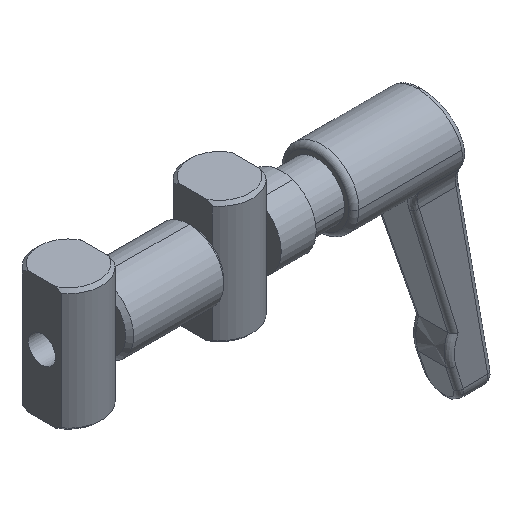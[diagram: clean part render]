
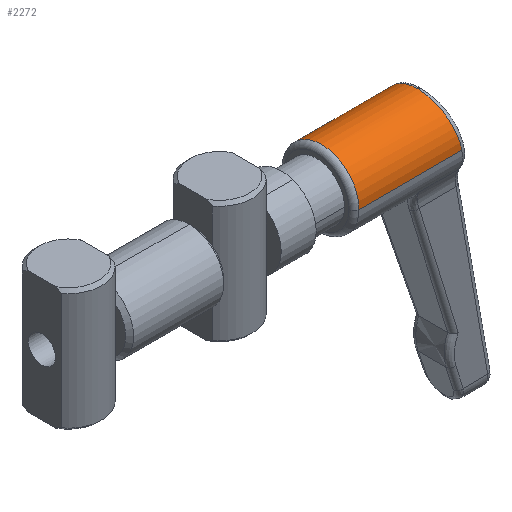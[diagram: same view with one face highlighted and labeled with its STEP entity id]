
A CAD part, isometric view. The second image highlights one B-rep face of the part: STEP entity #2272.
In plain terms, the highlighted cylindrical face has radius 6.81 mm (diameter 13.621 mm), a partial arc.
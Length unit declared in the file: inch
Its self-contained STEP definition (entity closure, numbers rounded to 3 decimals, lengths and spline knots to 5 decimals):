
#942=VECTOR('',#2683,1.);
#943=VECTOR('',#2684,1.);
#1015=LINE('',#3340,#942);
#1016=LINE('',#3341,#943);
#1071=(
BOUNDED_CURVE()
B_SPLINE_CURVE(3,(#3262,#3263,#3264,#3265),.UNSPECIFIED.,.F.,.U.)
B_SPLINE_CURVE_WITH_KNOTS((4,4),(4.71239,6.28319),
 .UNSPECIFIED.)
CURVE()
GEOMETRIC_REPRESENTATION_ITEM()
RATIONAL_B_SPLINE_CURVE((1.,0.805,0.805,1.))
REPRESENTATION_ITEM('')
);
#1082=(
BOUNDED_CURVE()
B_SPLINE_CURVE(3,(#3497,#3498,#3499,#3500),.UNSPECIFIED.,.F.,.U.)
B_SPLINE_CURVE_WITH_KNOTS((4,4),(0.,1.5708),.UNSPECIFIED.)
CURVE()
GEOMETRIC_REPRESENTATION_ITEM()
RATIONAL_B_SPLINE_CURVE((1.,0.805,0.805,1.))
REPRESENTATION_ITEM('')
);
#1180=VERTEX_POINT('',#3193);
#1181=VERTEX_POINT('',#3194);
#1186=VERTEX_POINT('',#3261);
#1187=VERTEX_POINT('',#3266);
#1199=VERTEX_POINT('',#3342);
#1299=CIRCLE('',#2410,0.26813);
#1426=EDGE_CURVE('',#1187,#1186,#1071,.T.);
#1441=EDGE_CURVE('',#1187,#1180,#1015,.T.);
#1442=EDGE_CURVE('',#1199,#1181,#1016,.T.);
#1469=EDGE_CURVE('',#1186,#1199,#1082,.T.);
#1470=EDGE_CURVE('',#1181,#1180,#1299,.T.);
#1779=ORIENTED_EDGE('',*,*,#1441,.F.);
#1780=ORIENTED_EDGE('',*,*,#1426,.T.);
#1781=ORIENTED_EDGE('',*,*,#1469,.T.);
#1782=ORIENTED_EDGE('',*,*,#1442,.T.);
#1783=ORIENTED_EDGE('',*,*,#1470,.T.);
#2049=EDGE_LOOP('',(#1779,#1780,#1781,#1782,#1783));
#2166=FACE_BOUND('',#2049,.T.);
#2272=ADVANCED_FACE('',(#2166),#4224,.T.);
#2409=AXIS2_PLACEMENT_3D('',#3496,#2696,#2697);
#2410=AXIS2_PLACEMENT_3D('',#3501,#2698,#2699);
#2683=DIRECTION('',(0.,0.,-1.));
#2684=DIRECTION('',(0.,0.,-1.));
#2696=DIRECTION('',(0.,0.,-1.));
#2697=DIRECTION('',(-0.268,0.,0.));
#2698=DIRECTION('',(0.,0.,1.));
#2699=DIRECTION('',(-0.268,0.,0.));
#3193=CARTESIAN_POINT('',(0.26813,0.,1.22634));
#3194=CARTESIAN_POINT('',(-0.26813,0.,1.22634));
#3261=CARTESIAN_POINT('',(0.,-0.26813,1.91404));
#3262=CARTESIAN_POINT('',(0.26813,0.,1.96035));
#3263=CARTESIAN_POINT('',(0.26813,-0.15706,1.93322));
#3264=CARTESIAN_POINT('',(0.15706,-0.26813,1.91404));
#3265=CARTESIAN_POINT('',(0.,-0.26813,1.91404));
#3266=CARTESIAN_POINT('',(0.26813,0.,1.96035));
#3340=CARTESIAN_POINT('',(0.26813,0.,-0.93844));
#3341=CARTESIAN_POINT('',(-0.26813,0.,-0.93844));
#3342=CARTESIAN_POINT('',(-0.26813,0.,1.96035));
#3496=CARTESIAN_POINT('',(0.,0.,-0.93844));
#3497=CARTESIAN_POINT('',(0.,-0.26813,1.91404));
#3498=CARTESIAN_POINT('',(-0.15706,-0.26813,1.91404));
#3499=CARTESIAN_POINT('',(-0.26813,-0.15706,1.93322));
#3500=CARTESIAN_POINT('',(-0.26813,0.,1.96035));
#3501=CARTESIAN_POINT('',(0.,0.,1.22634));
#4224=CYLINDRICAL_SURFACE('',#2409,0.26813);
